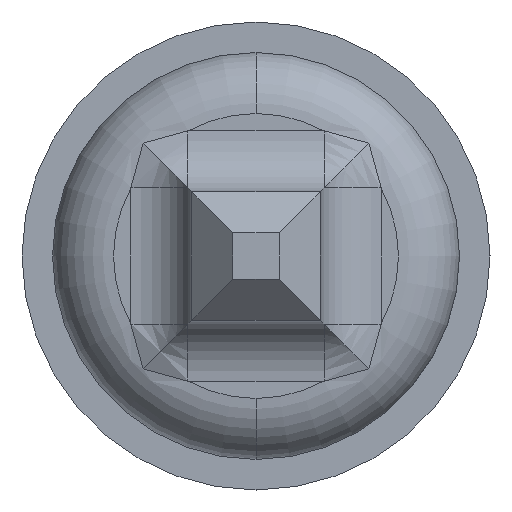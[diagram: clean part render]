
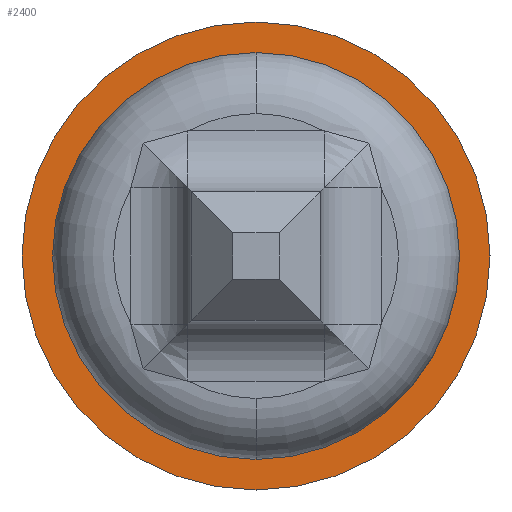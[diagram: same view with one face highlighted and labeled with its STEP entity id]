
A CAD part, front view. The second image highlights one B-rep face of the part: STEP entity #2400.
In plain terms, the highlighted planar face has unit normal (0, -1, 0).
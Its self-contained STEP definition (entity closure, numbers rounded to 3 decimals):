
#15 = EDGE_LOOP ( 'NONE', ( #3992, #1379 ) ) ;
#103 = EDGE_CURVE ( 'Defeature ausgef�hrt1_7+Defeature ausgef�hrt1_8+Defeature ausgef�hrt1_8+Defeature ausgef�hrt1_8', #3236, #3340, #2419, .T. ) ;
#212 = CARTESIAN_POINT ( 'NONE',  ( 0., -2., -1. ) ) ;
#476 = EDGE_CURVE ( 'Defeature ausgef�hrt1_7+Defeature ausgef�hrt1_8+Defeature ausgef�hrt1_8+Defeature ausgef�hrt1_8', #3340, #3236, #1391, .T. ) ;
#483 = ORIENTED_EDGE ( 'NONE', *, *, #2193, .F. ) ;
#597 = ORIENTED_EDGE ( 'NONE', *, *, #1067, .F. ) ;
#609 = CARTESIAN_POINT ( 'NONE',  ( 0., -2., 0. ) ) ;
#664 = VERTEX_POINT ( 'NONE', #2121 ) ;
#919 = FACE_OUTER_BOUND ( 'NONE', #4908, .T. ) ;
#1067 = EDGE_CURVE ( 'Defeature ausgef�hrt1_6+Defeature ausgef�hrt1_7+Defeature ausgef�hrt1_7+Defeature ausgef�hrt1_7', #2096, #664, #4777, .T. ) ;
#1127 = DIRECTION ( 'NONE',  ( 0., 0., 1. ) ) ;
#1349 = AXIS2_PLACEMENT_3D ( 'NONE', #609, #2878, #3269 ) ;
#1379 = ORIENTED_EDGE ( 'NONE', *, *, #103, .T. ) ;
#1382 = AXIS2_PLACEMENT_3D ( 'NONE', #1632, #3490, #3152 ) ;
#1391 = CIRCLE ( 'NONE', #2825, 1. ) ;
#1469 = AXIS2_PLACEMENT_3D ( 'NONE', #3102, #3437, #4197 ) ;
#1632 = CARTESIAN_POINT ( 'NONE',  ( 0., -2., 0. ) ) ;
#1793 = AXIS2_PLACEMENT_3D ( 'NONE', #1849, #3818, #1127 ) ;
#1849 = CARTESIAN_POINT ( 'NONE',  ( 0., -2., 0. ) ) ;
#1868 = CARTESIAN_POINT ( 'NONE',  ( 0., -2., 1.15 ) ) ;
#2018 = DIRECTION ( 'NONE',  ( 0., 1., 0. ) ) ;
#2096 = VERTEX_POINT ( 'NONE', #1868 ) ;
#2121 = CARTESIAN_POINT ( 'NONE',  ( 0., -2., -1.15 ) ) ;
#2193 = EDGE_CURVE ( 'Defeature ausgef�hrt1_6+Defeature ausgef�hrt1_7+Defeature ausgef�hrt1_7+Defeature ausgef�hrt1_7', #664, #2096, #2701, .T. ) ;
#2400 = ADVANCED_FACE ( 'Defeature ausgef�hrt1_7', ( #4037, #919 ), #2721, .T. ) ;
#2419 = CIRCLE ( 'NONE', #1793, 1. ) ;
#2701 = CIRCLE ( 'NONE', #1382, 1.15 ) ;
#2721 = PLANE ( 'NONE',  #1469 ) ;
#2777 = DIRECTION ( 'NONE',  ( 0., 0., 1. ) ) ;
#2825 = AXIS2_PLACEMENT_3D ( 'NONE', #3493, #2018, #2777 ) ;
#2878 = DIRECTION ( 'NONE',  ( 0., 1., 0. ) ) ;
#2942 = CARTESIAN_POINT ( 'NONE',  ( 0., -2., 1. ) ) ;
#3102 = CARTESIAN_POINT ( 'NONE',  ( -1.15, -2., 0. ) ) ;
#3152 = DIRECTION ( 'NONE',  ( 0., 0., 1. ) ) ;
#3236 = VERTEX_POINT ( 'NONE', #212 ) ;
#3269 = DIRECTION ( 'NONE',  ( 0., 0., 1. ) ) ;
#3340 = VERTEX_POINT ( 'NONE', #2942 ) ;
#3437 = DIRECTION ( 'NONE',  ( 0., -1., 0. ) ) ;
#3490 = DIRECTION ( 'NONE',  ( 0., 1., 0. ) ) ;
#3493 = CARTESIAN_POINT ( 'NONE',  ( 0., -2., 0. ) ) ;
#3818 = DIRECTION ( 'NONE',  ( 0., 1., 0. ) ) ;
#3992 = ORIENTED_EDGE ( 'NONE', *, *, #476, .T. ) ;
#4037 = FACE_BOUND ( 'NONE', #15, .T. ) ;
#4197 = DIRECTION ( 'NONE',  ( 0., 0., -1. ) ) ;
#4777 = CIRCLE ( 'NONE', #1349, 1.15 ) ;
#4908 = EDGE_LOOP ( 'NONE', ( #597, #483 ) ) ;
